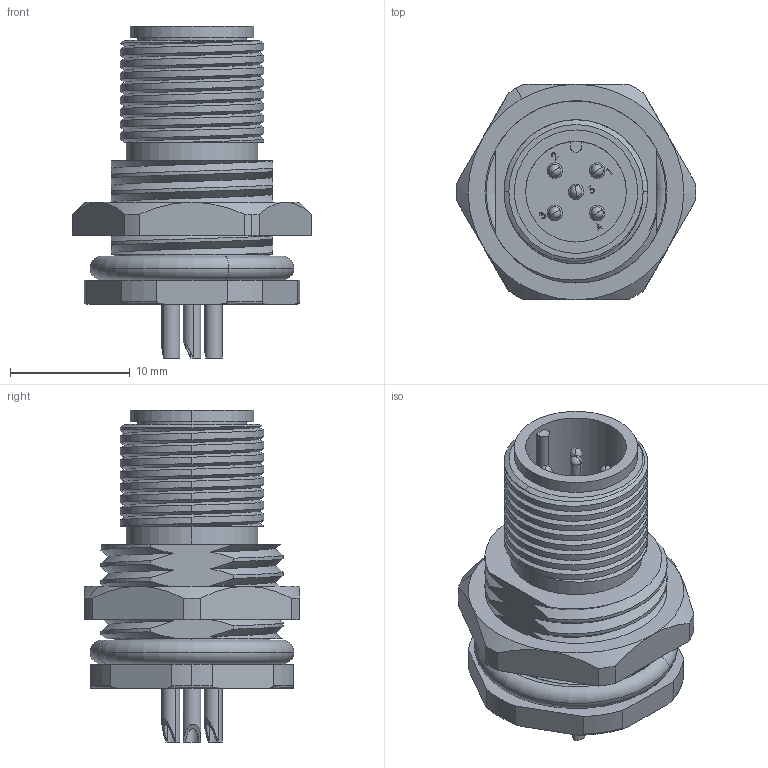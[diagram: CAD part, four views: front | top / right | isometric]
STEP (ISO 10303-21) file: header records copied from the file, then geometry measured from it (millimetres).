
FILE_DESCRIPTION (( 'STEP AP203' ), '1' );
FILE_NAME ('FEZ51-L.STEP', '2019-03-13T02:49:31', ( 'User' ), ( 'china' ), 'SwSTEP 2.0', 'SolidWorks 2012', '' );
FILE_SCHEMA (( 'CONFIG_CONTROL_DESIGN' ));
Length unit declared in the file: millimetre
Products named in the file (8): FEZ51-L; M12加长插针（前端法兰用）; M12-5芯加长接地插针（前端法兰用）; O型圈-9X1; O型圈-15X2; M12-Pg9ヶ坶踡蹟譫; M12-Pg9渀釱ヶ坶踡楊擘; M12-A扣5芯针座（法兰用）
Assembly tree (10 placements, depth 2):
  FEZ51-L
    M12-A扣5芯针座（法兰用）
    M12-Pg9渀釱ヶ坶踡楊擘
    M12-Pg9ヶ坶踡蹟譫
    O型圈-15X2
    O型圈-9X1
    M12-5芯加长接地插针（前端法兰用）
    M12加长插针（前端法兰用）  x4
Bounding box: 19.99 x 18 x 27.7 mm (x, y, z)
Volume: 2320.4 mm3; surface area: 4782.7 mm2
Topology: 10 solids, 10 shells, 376 faces, 935 edges, 595 vertices
Faces by surface type: cylinder 143, plane 124, bspline 54, torus 23, cone 22, sphere 10
Entity records: 17682 total; most frequent: CARTESIAN_POINT 9720, ORIENTED_EDGE 1578, DIRECTION 1332, EDGE_CURVE 789, VERTEX_POINT 510, AXIS2_PLACEMENT_3D 495, EDGE_LOOP 345, VECTOR 342
